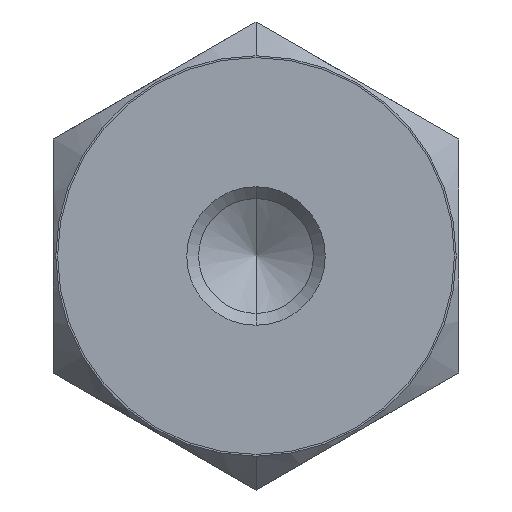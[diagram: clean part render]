
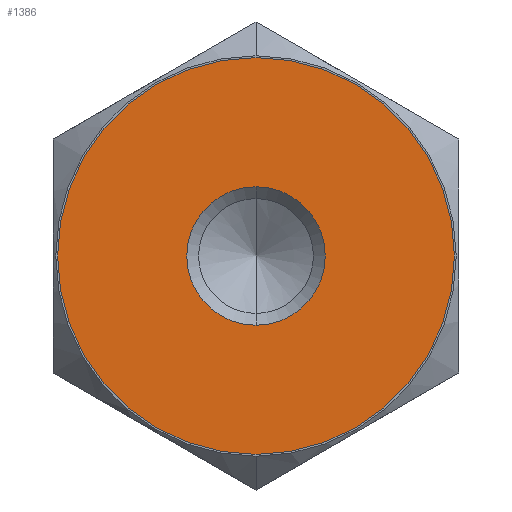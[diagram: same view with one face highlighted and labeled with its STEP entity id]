
A CAD part, front view. The second image highlights one B-rep face of the part: STEP entity #1386.
In plain terms, the highlighted planar face has unit normal (0, -1, 0).
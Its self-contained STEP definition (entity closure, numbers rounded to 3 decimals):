
#675=CARTESIAN_POINT('',(0.,-41.,0.));
#676=DIRECTION('',(0.,-1.,0.));
#677=DIRECTION('',(0.,0.,1.));
#678=AXIS2_PLACEMENT_3D('',#675,#676,#677);
#683=CARTESIAN_POINT('',(0.,-41.,0.));
#684=DIRECTION('',(0.,-1.,0.));
#685=DIRECTION('',(0.,0.,-1.));
#686=AXIS2_PLACEMENT_3D('',#683,#684,#685);
#691=CARTESIAN_POINT('',(0.,-41.,0.));
#692=DIRECTION('',(0.,1.,0.));
#693=DIRECTION('',(0.,0.,-1.));
#694=AXIS2_PLACEMENT_3D('',#691,#692,#693);
#699=CARTESIAN_POINT('',(0.,-41.,0.));
#700=DIRECTION('',(0.,1.,0.));
#701=DIRECTION('',(0.,0.,1.));
#702=AXIS2_PLACEMENT_3D('',#699,#700,#701);
#805=CARTESIAN_POINT('',(0.,-41.,-11.75));
#807=VERTEX_POINT('',#805);
#809=CARTESIAN_POINT('',(0.,-41.,11.75));
#811=VERTEX_POINT('',#809);
#814=CARTESIAN_POINT('',(0.,-41.,-4.1));
#816=VERTEX_POINT('',#814);
#818=CARTESIAN_POINT('',(0.,-41.,4.1));
#820=VERTEX_POINT('',#818);
#1371=CARTESIAN_POINT('',(17.5,-41.,0.));
#1372=DIRECTION('',(0.,-1.,0.));
#1373=DIRECTION('',(0.,0.,-1.));
#1374=AXIS2_PLACEMENT_3D('',#1371,#1372,#1373);
#1375=PLANE('',#1374);
#1376=ORIENTED_EDGE('',*,*,#1365,.F.);
#1377=ORIENTED_EDGE('',*,*,#888,.F.);
#1378=EDGE_LOOP('',(#1376,#1377));
#1379=FACE_OUTER_BOUND('',#1378,.F.);
#1381=ORIENTED_EDGE('',*,*,#1380,.F.);
#1383=ORIENTED_EDGE('',*,*,#1382,.F.);
#1384=EDGE_LOOP('',(#1381,#1383));
#1385=FACE_BOUND('',#1384,.F.);
#1386=ADVANCED_FACE('',(#1379,#1385),#1375,.T.);
#679=CIRCLE('',#678,11.75);
#687=CIRCLE('',#686,11.75);
#695=CIRCLE('',#694,4.1);
#703=CIRCLE('',#702,4.1);
#888=EDGE_CURVE('',#807,#811,#687,.T.);
#1365=EDGE_CURVE('',#811,#807,#679,.T.);
#1380=EDGE_CURVE('',#816,#820,#695,.T.);
#1382=EDGE_CURVE('',#820,#816,#703,.T.);
